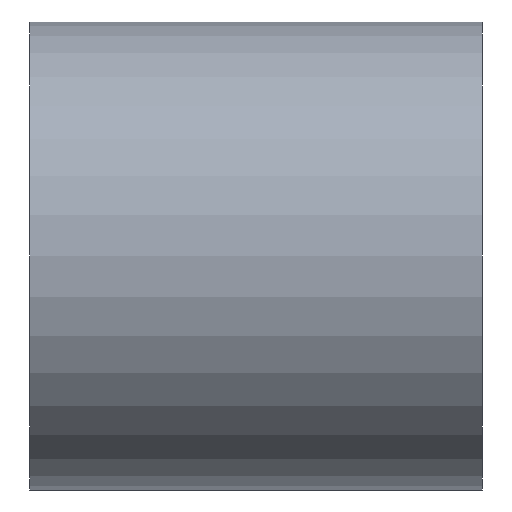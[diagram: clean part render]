
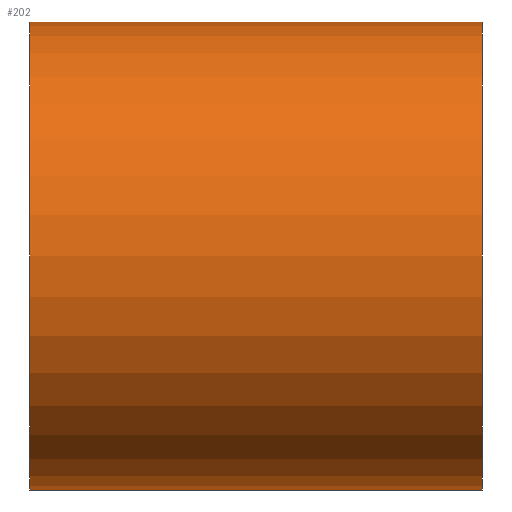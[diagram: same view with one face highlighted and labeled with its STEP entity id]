
A CAD part, left-side view. The second image highlights one B-rep face of the part: STEP entity #202.
In plain terms, the highlighted cylindrical face has radius 2.587 mm (diameter 5.175 mm), a partial arc.
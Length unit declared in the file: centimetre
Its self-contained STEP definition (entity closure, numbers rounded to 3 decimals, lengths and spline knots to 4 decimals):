
#3 = LINE ( 'NONE', #225, #119 ) ;
#8 = CARTESIAN_POINT ( 'NONE',  ( -0.762, -0.665, -6.3452 ) ) ;
#36 = AXIS2_PLACEMENT_3D ( 'NONE', #226, #59, #136 ) ;
#43 = CARTESIAN_POINT ( 'NONE',  ( -0.762, -0.165, -6.3452 ) ) ;
#52 = DIRECTION ( 'NONE',  ( 0., 0., -1. ) ) ;
#57 = VECTOR ( 'NONE', #66, 100. ) ;
#58 = CARTESIAN_POINT ( 'NONE',  ( -0.762, -0.665, -6.8628 ) ) ;
#59 = DIRECTION ( 'NONE',  ( 0., -1., 0. ) ) ;
#66 = DIRECTION ( 'NONE',  ( 0., 1., 0. ) ) ;
#69 = CARTESIAN_POINT ( 'NONE',  ( -0.762, -0.665, -6.604 ) ) ;
#73 = ORIENTED_EDGE ( 'NONE', *, *, #218, .F. ) ;
#74 = CIRCLE ( 'NONE', #36, 0.2588 ) ;
#79 = DIRECTION ( 'NONE',  ( 0., 1., 0. ) ) ;
#87 = DIRECTION ( 'NONE',  ( 0., 0., 1. ) ) ;
#93 = DIRECTION ( 'NONE',  ( 0., 1., 0. ) ) ;
#94 = ORIENTED_EDGE ( 'NONE', *, *, #246, .T. ) ;
#96 = EDGE_LOOP ( 'NONE', ( #213, #73, #94, #221 ) ) ;
#104 = CARTESIAN_POINT ( 'NONE',  ( -0.762, -0.165, -6.8628 ) ) ;
#109 = DIRECTION ( 'NONE',  ( 0., -1., 0. ) ) ;
#112 = CARTESIAN_POINT ( 'NONE',  ( -0.762, -0.665, -6.604 ) ) ;
#114 = VERTEX_POINT ( 'NONE', #43 ) ;
#119 = VECTOR ( 'NONE', #79, 100. ) ;
#130 = VERTEX_POINT ( 'NONE', #58 ) ;
#134 = VERTEX_POINT ( 'NONE', #104 ) ;
#136 = DIRECTION ( 'NONE',  ( 0., 0., -1. ) ) ;
#142 = CARTESIAN_POINT ( 'NONE',  ( -0.762, -0.665, -6.3452 ) ) ;
#157 = AXIS2_PLACEMENT_3D ( 'NONE', #112, #93, #87 ) ;
#170 = EDGE_CURVE ( 'NONE', #130, #134, #3, .T. ) ;
#187 = EDGE_CURVE ( 'NONE', #114, #134, #74, .T. ) ;
#192 = AXIS2_PLACEMENT_3D ( 'NONE', #69, #109, #52 ) ;
#201 = FACE_OUTER_BOUND ( 'NONE', #96, .T. ) ;
#202 = ADVANCED_FACE ( 'NONE', ( #201 ), #237, .T. ) ;
#203 = CIRCLE ( 'NONE', #192, 0.2588 ) ;
#213 = ORIENTED_EDGE ( 'NONE', *, *, #170, .F. ) ;
#218 = EDGE_CURVE ( 'NONE', #245, #130, #203, .T. ) ;
#221 = ORIENTED_EDGE ( 'NONE', *, *, #187, .T. ) ;
#225 = CARTESIAN_POINT ( 'NONE',  ( -0.762, -0.665, -6.8628 ) ) ;
#226 = CARTESIAN_POINT ( 'NONE',  ( -0.762, -0.165, -6.604 ) ) ;
#235 = LINE ( 'NONE', #142, #57 ) ;
#237 = CYLINDRICAL_SURFACE ( 'NONE', #157, 0.2588 ) ;
#245 = VERTEX_POINT ( 'NONE', #8 ) ;
#246 = EDGE_CURVE ( 'NONE', #245, #114, #235, .T. ) ;
